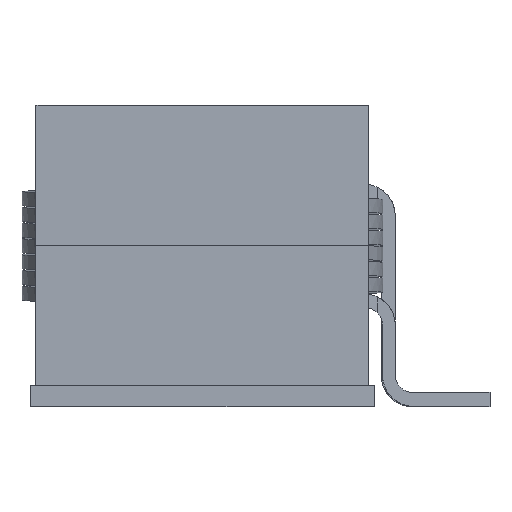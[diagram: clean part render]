
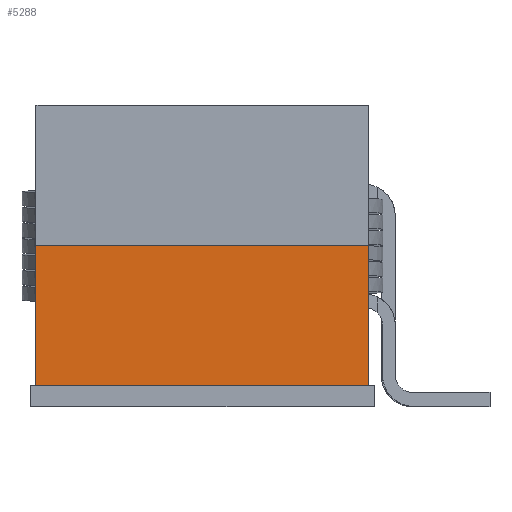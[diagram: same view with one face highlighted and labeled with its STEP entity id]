
A CAD part, left-side view. The second image highlights one B-rep face of the part: STEP entity #5288.
In plain terms, the highlighted planar face has unit normal (-1, 0, 0).
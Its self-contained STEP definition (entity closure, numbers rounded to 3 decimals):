
#325 = CARTESIAN_POINT ( 'NONE',  ( -13.2, -3.167, 8. ) ) ;
#365 = CARTESIAN_POINT ( 'NONE',  ( -13.2, 9.5, 8. ) ) ;
#378 = EDGE_CURVE ( 'NONE', #4788, #2454, #6739, .T. ) ;
#1147 = ORIENTED_EDGE ( 'NONE', *, *, #378, .F. ) ;
#1184 = CARTESIAN_POINT ( 'NONE',  ( -13.2, 9.5, 0. ) ) ;
#1357 = B_SPLINE_CURVE_WITH_KNOTS ( 'NONE', 3,
 ( #4671, #1686, #4651, #3455 ),
 .UNSPECIFIED., .F., .F.,
 ( 4, 4 ),
 ( 0., 1. ),
 .UNSPECIFIED. ) ;
#1484 = B_SPLINE_CURVE_WITH_KNOTS ( 'NONE', 3,
 ( #6255, #6866, #1502, #5030 ),
 .UNSPECIFIED., .F., .F.,
 ( 4, 4 ),
 ( 0., 1. ),
 .UNSPECIFIED. ) ;
#1502 = CARTESIAN_POINT ( 'NONE',  ( -13.2, -3.167, 0. ) ) ;
#1522 = EDGE_CURVE ( 'NONE', #4788, #3577, #1484, .T. ) ;
#1686 = CARTESIAN_POINT ( 'NONE',  ( -13.2, -9.5, 5.333 ) ) ;
#1864 = ORIENTED_EDGE ( 'NONE', *, *, #1522, .T. ) ;
#2347 = CARTESIAN_POINT ( 'NONE',  ( -13.2, 9.5, 8. ) ) ;
#2454 = VERTEX_POINT ( 'NONE', #5713 ) ;
#2884 = AXIS2_PLACEMENT_3D ( 'NONE', #365, #3968, #6365 ) ;
#3293 = CARTESIAN_POINT ( 'NONE',  ( -13.2, 3.167, 8. ) ) ;
#3455 = CARTESIAN_POINT ( 'NONE',  ( -13.2, -9.5, 0. ) ) ;
#3577 = VERTEX_POINT ( 'NONE', #3706 ) ;
#3706 = CARTESIAN_POINT ( 'NONE',  ( -13.2, -9.5, 0. ) ) ;
#3968 = DIRECTION ( 'NONE',  ( -1., 0., 0. ) ) ;
#4239 = CARTESIAN_POINT ( 'NONE',  ( -13.2, 9.5, 5.333 ) ) ;
#4482 = CARTESIAN_POINT ( 'NONE',  ( -13.2, -9.5, 8. ) ) ;
#4592 = VERTEX_POINT ( 'NONE', #7227 ) ;
#4651 = CARTESIAN_POINT ( 'NONE',  ( -13.2, -9.5, 2.667 ) ) ;
#4671 = CARTESIAN_POINT ( 'NONE',  ( -13.2, -9.5, 8. ) ) ;
#4788 = VERTEX_POINT ( 'NONE', #6074 ) ;
#4839 = EDGE_CURVE ( 'NONE', #4592, #3577, #1357, .T. ) ;
#5030 = CARTESIAN_POINT ( 'NONE',  ( -13.2, -9.5, 0. ) ) ;
#5288 = ADVANCED_FACE ( 'NONE', ( #5586 ), #7614, .T. ) ;
#5586 = FACE_OUTER_BOUND ( 'NONE', #6195, .T. ) ;
#5713 = CARTESIAN_POINT ( 'NONE',  ( -13.2, 9.5, 8. ) ) ;
#6024 = CARTESIAN_POINT ( 'NONE',  ( -13.2, 9.5, 2.667 ) ) ;
#6074 = CARTESIAN_POINT ( 'NONE',  ( -13.2, 9.5, 0. ) ) ;
#6195 = EDGE_LOOP ( 'NONE', ( #7709, #1147, #1864, #6973 ) ) ;
#6255 = CARTESIAN_POINT ( 'NONE',  ( -13.2, 9.5, 0. ) ) ;
#6365 = DIRECTION ( 'NONE',  ( 0., 0., -1. ) ) ;
#6739 = B_SPLINE_CURVE_WITH_KNOTS ( 'NONE', 3,
 ( #1184, #6024, #4239, #2347 ),
 .UNSPECIFIED., .F., .F.,
 ( 4, 4 ),
 ( 0., 1. ),
 .UNSPECIFIED. ) ;
#6866 = CARTESIAN_POINT ( 'NONE',  ( -13.2, 3.167, 0. ) ) ;
#6973 = ORIENTED_EDGE ( 'NONE', *, *, #4839, .F. ) ;
#6977 = CARTESIAN_POINT ( 'NONE',  ( -13.2, 9.5, 8. ) ) ;
#6989 = B_SPLINE_CURVE_WITH_KNOTS ( 'NONE', 3,
 ( #6977, #3293, #325, #4482 ),
 .UNSPECIFIED., .F., .F.,
 ( 4, 4 ),
 ( 0., 1. ),
 .UNSPECIFIED. ) ;
#7051 = EDGE_CURVE ( 'NONE', #2454, #4592, #6989, .T. ) ;
#7227 = CARTESIAN_POINT ( 'NONE',  ( -13.2, -9.5, 8. ) ) ;
#7614 = PLANE ( 'NONE',  #2884 ) ;
#7709 = ORIENTED_EDGE ( 'NONE', *, *, #7051, .F. ) ;
